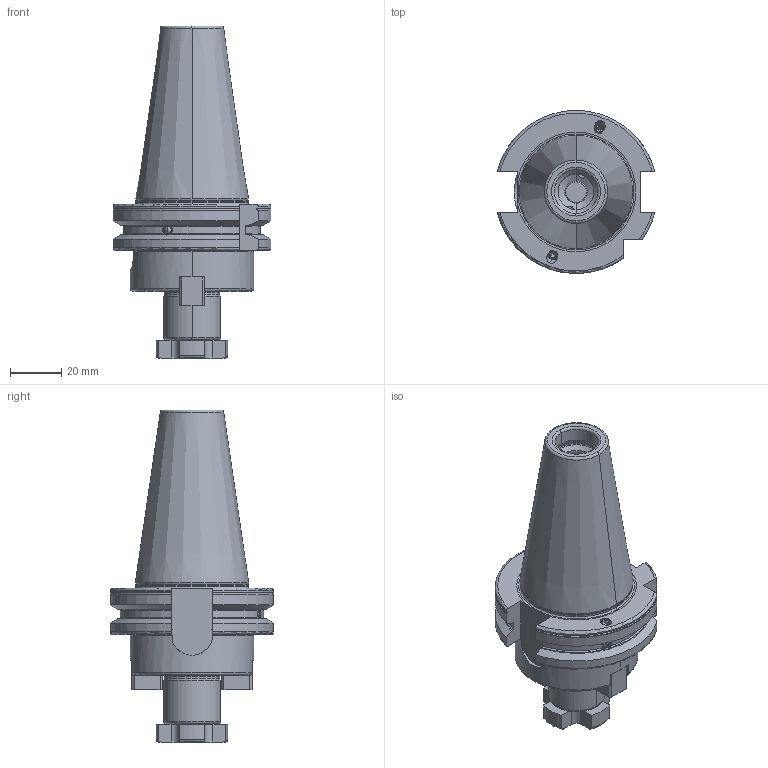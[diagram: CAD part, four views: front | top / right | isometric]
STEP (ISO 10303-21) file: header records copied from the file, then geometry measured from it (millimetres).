
FILE_DESCRIPTION((''),'2;1');
FILE_NAME('DC_403_11_22','2020-11-30T',('101107'),(''),'CREO PARAMETRIC BY PTC INC, 2016260','CREO PARAMETRIC BY PTC INC, 2016260','');
FILE_SCHEMA(('CONFIG_CONTROL_DESIGN'));
Length unit declared in the file: millimetre
Products named in the file (1): DC_403_11_22
Bounding box: 61.48 x 63.54 x 129.4 mm (x, y, z)
Volume: 139392.7 mm3; surface area: 29707.9 mm2
Topology: 1 solids, 11 shells, 421 faces, 1023 edges, 619 vertices
Faces by surface type: cone 124, plane 122, cylinder 111, torus 56, sphere 8
Entity records: 13028 total; most frequent: CARTESIAN_POINT 3153, DIRECTION 2131, ORIENTED_EDGE 2018, EDGE_CURVE 1009, AXIS2_PLACEMENT_3D 842, VERTEX_POINT 619, VECTOR 447, LINE 447
